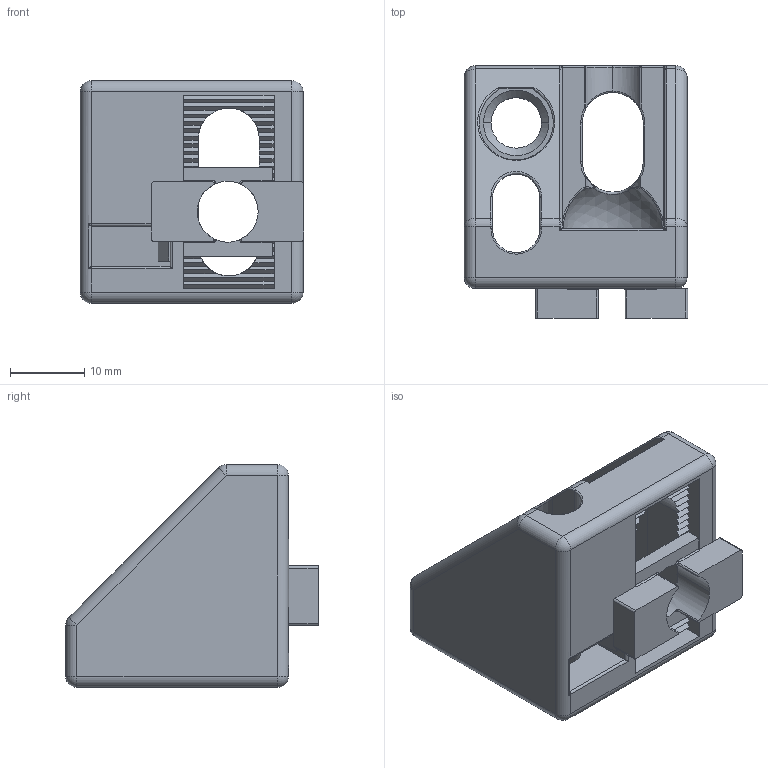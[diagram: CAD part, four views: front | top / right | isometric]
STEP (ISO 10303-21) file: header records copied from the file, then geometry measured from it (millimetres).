
FILE_DESCRIPTION(('STEP AP214'),'1');
FILE_NAME('fath_094z40s.stp','2017-10-09T08:08:11',('TraceParts'),('TraceParts S.A.'),'Spatial InterOp 3D',' ',' ');
FILE_SCHEMA(('automotive_design'));
Length unit declared in the file: millimetre
Products named in the file (3): fath_094z40s_1; fath_094z40s_2; fath_094z40s_3
Bounding box: 30.1 x 34 x 30 mm (x, y, z)
Volume: 10893.6 mm3; surface area: 7563.9 mm2
Topology: 3 solids, 3 shells, 644 faces, 1812 edges, 1157 vertices
Faces by surface type: plane 499, cylinder 83, torus 27, sphere 17, bspline 14, cone 4
Entity records: 26068 total; most frequent: CARTESIAN_POINT 4703, ORIENTED_EDGE 3596, DIRECTION 3088, EDGE_CURVE 1798, LINE 1432, VECTOR 1432, VERTEX_POINT 1157, AXIS2_PLACEMENT_3D 828
